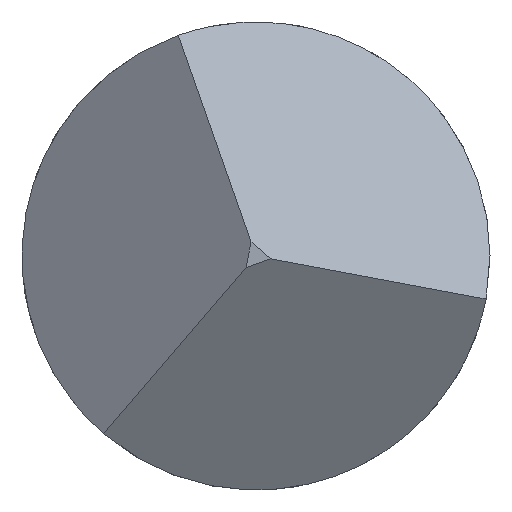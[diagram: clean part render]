
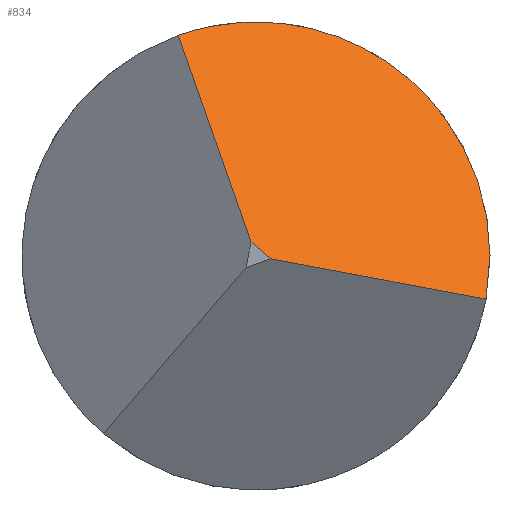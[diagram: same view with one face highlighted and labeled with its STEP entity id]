
A CAD part, left-side view. The second image highlights one B-rep face of the part: STEP entity #834.
In plain terms, the highlighted planar face has unit normal (-0.799, -0.392, 0.457).
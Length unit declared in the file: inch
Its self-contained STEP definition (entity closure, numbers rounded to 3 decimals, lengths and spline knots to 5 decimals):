
#225 = VERTEX_POINT ( 'NONE', #527 ) ;
#231 = PLANE ( 'NONE',  #1091 ) ;
#272 = CARTESIAN_POINT ( 'NONE',  ( -0.09, -0.27076, -0.2308 ) ) ;
#277 = DIRECTION ( 'NONE',  ( 0., 0.759, 0.651 ) ) ;
#331 = EDGE_LOOP ( 'NONE', ( #555, #718, #571, #634 ) ) ;
#336 = CARTESIAN_POINT ( 'NONE',  ( 0.0001, 0.08007, 0.22744 ) ) ;
#361 = LINE ( 'NONE', #1025, #511 ) ;
#395 = CARTESIAN_POINT ( 'NONE',  ( -0.06155, -0.01503, 0.03816 ) ) ;
#396 = CARTESIAN_POINT ( 'NONE',  ( -0.07907, 0.01029, 0.02924 ) ) ;
#436 = CARTESIAN_POINT ( 'NONE',  ( -0.06155, -0.03541, 0.02068 ) ) ;
#479 = DIRECTION ( 'NONE',  ( 0.353, 0.311, 0.883 ) ) ;
#511 = VECTOR ( 'NONE', #1201, 39.37008 ) ;
#527 = CARTESIAN_POINT ( 'NONE',  ( -0.09, -0.00197, -0.00037 ) ) ;
#555 = ORIENTED_EDGE ( 'NONE', *, *, #610, .F. ) ;
#571 = ORIENTED_EDGE ( 'NONE', *, *, #1207, .F. ) ;
#591 = CARTESIAN_POINT ( 'NONE',  ( -0.07907, -0.03047, -0.00571 ) ) ;
#606 = DIRECTION ( 'NONE',  ( -0.799, -0.392, 0.457 ) ) ;
#610 = EDGE_CURVE ( 'NONE', #1111, #905, #790, .T. ) ;
#630 = CARTESIAN_POINT ( 'NONE',  ( -0.07907, 0.01029, 0.02924 ) ) ;
#634 = ORIENTED_EDGE ( 'NONE', *, *, #730, .T. ) ;
#638 = DIRECTION ( 'NONE',  ( 0.547, -0.154, 0.823 ) ) ;
#676 = EDGE_CURVE ( 'NONE', #225, #1111, #983, .T. ) ;
#718 = ORIENTED_EDGE ( 'NONE', *, *, #676, .F. ) ;
#730 = EDGE_CURVE ( 'NONE', #1199, #905, #887, .T. ) ;
#790 = LINE ( 'NONE', #336, #1017 ) ;
#831 = CARTESIAN_POINT ( 'NONE',  ( -0.09, -0.27076, -0.2308 ) ) ;
#834 = ADVANCED_FACE ( 'NONE', ( #900 ), #231, .T. ) ;
#887 =( BOUNDED_CURVE ( )  B_SPLINE_CURVE ( 3, ( #591, #436, #395, #396 ),
 .UNSPECIFIED., .F., .F. ) 
 B_SPLINE_CURVE_WITH_KNOTS ( ( 4, 4 ),
 ( 2.0944, 4.18879 ),
 .UNSPECIFIED. ) 
 CURVE ( )  GEOMETRIC_REPRESENTATION_ITEM ( )  RATIONAL_B_SPLINE_CURVE ( ( 1., 0.667, 0.667, 1. ) ) 
 REPRESENTATION_ITEM ( '' )  );
#900 = FACE_OUTER_BOUND ( 'NONE', #331, .T. ) ;
#905 = VERTEX_POINT ( 'NONE', #630 ) ;
#983 = LINE ( 'NONE', #272, #1134 ) ;
#1017 = VECTOR ( 'NONE', #479, 39.37008 ) ;
#1018 = CARTESIAN_POINT ( 'NONE',  ( -0.09, 0.00066, 0.00189 ) ) ;
#1025 = CARTESIAN_POINT ( 'NONE',  ( -0.19215, 0.26453, 0.04953 ) ) ;
#1091 = AXIS2_PLACEMENT_3D ( 'NONE', #831, #606, #638 ) ;
#1104 = CARTESIAN_POINT ( 'NONE',  ( -0.07907, -0.03047, -0.00571 ) ) ;
#1111 = VERTEX_POINT ( 'NONE', #1018 ) ;
#1134 = VECTOR ( 'NONE', #277, 39.37008 ) ;
#1199 = VERTEX_POINT ( 'NONE', #1104 ) ;
#1201 = DIRECTION ( 'NONE',  ( -0.353, 0.92, 0.172 ) ) ;
#1207 = EDGE_CURVE ( 'NONE', #1199, #225, #361, .T. ) ;
